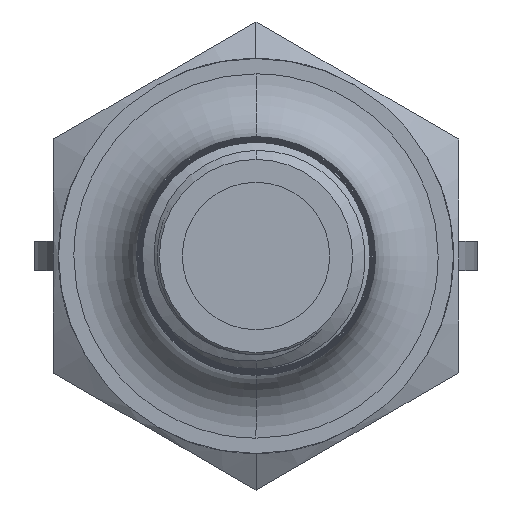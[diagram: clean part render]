
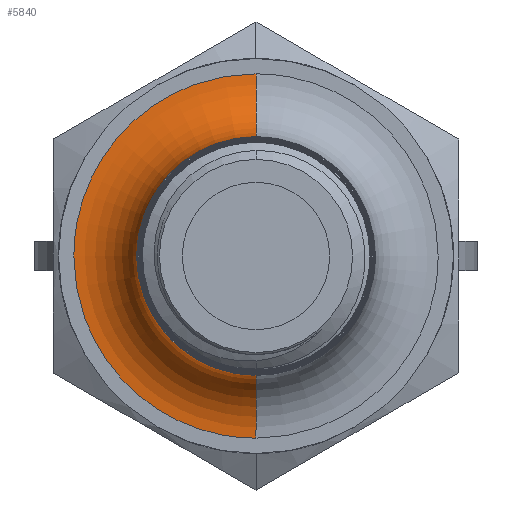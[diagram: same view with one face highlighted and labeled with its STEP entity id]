
A CAD part, front view. The second image highlights one B-rep face of the part: STEP entity #5840.
In plain terms, the highlighted toroidal (fillet/blend) face has major radius 7.849 mm and minor radius 2.705 mm.
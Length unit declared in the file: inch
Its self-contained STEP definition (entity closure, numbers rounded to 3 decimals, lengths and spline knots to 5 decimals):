
#169 = DIRECTION ( 'NONE',  ( 0., 0., -1. ) ) ;
#241 = AXIS2_PLACEMENT_3D ( 'NONE', #2227, #8015, #3051 ) ;
#419 = CARTESIAN_POINT ( 'NONE',  ( -0.08088, 0.52, -0.30097 ) ) ;
#474 = CARTESIAN_POINT ( 'NONE',  ( -0.24711, 0.52, -0.1899 ) ) ;
#610 = CIRCLE ( 'NONE', #7056, 0.2025 ) ;
#647 = ORIENTED_EDGE ( 'NONE', *, *, #3638, .F. ) ;
#817 = CARTESIAN_POINT ( 'NONE',  ( -0.30901, 0.52, 0.04045 ) ) ;
#1158 = VERTEX_POINT ( 'NONE', #5193 ) ;
#1230 = CARTESIAN_POINT ( 'NONE',  ( -0.30097, 0.52, -0.08088 ) ) ;
#1244 = CARTESIAN_POINT ( 'NONE',  ( -0.15562, 0.52, -0.27001 ) ) ;
#1266 = CARTESIAN_POINT ( 'NONE',  ( -0.30901, 0.52, -0.04045 ) ) ;
#1562 = EDGE_CURVE ( 'NONE', #5824, #4029, #9273, .T. ) ;
#1740 = DIRECTION ( 'NONE',  ( 1., 0., 0. ) ) ;
#2053 = ORIENTED_EDGE ( 'NONE', *, *, #1562, .T. ) ;
#2227 = CARTESIAN_POINT ( 'NONE',  ( 0., 0.41349, -0.30901 ) ) ;
#2689 = TOROIDAL_SURFACE ( 'NONE', #8934, 0.30901, 0.10651 ) ;
#2937 = CARTESIAN_POINT ( 'NONE',  ( -0.30901, 0.52, 0. ) ) ;
#2950 = FACE_OUTER_BOUND ( 'NONE', #3117, .T. ) ;
#3043 = EDGE_CURVE ( 'NONE', #1158, #5824, #3221, .T. ) ;
#3051 = DIRECTION ( 'NONE',  ( 0., 0., 1. ) ) ;
#3117 = EDGE_LOOP ( 'NONE', ( #4119, #9603, #10532, #2053, #647 ) ) ;
#3221 = B_SPLINE_CURVE_WITH_KNOTS ( 'NONE', 3,
 ( #8791, #9745, #9075, #4105, #9915, #4948, #10752, #5779, #817, #6615 ),
 .UNSPECIFIED., .F., .F.,
 ( 4, 2, 2, 2, 4 ),
 ( 0.5, 0.625, 0.75, 0.875, 1. ),
 .UNSPECIFIED. ) ;
#3301 = CARTESIAN_POINT ( 'NONE',  ( 0., 0.52, -0.30901 ) ) ;
#3430 = CARTESIAN_POINT ( 'NONE',  ( -0.30901, 0.52, 0. ) ) ;
#3638 = EDGE_CURVE ( 'NONE', #8056, #4029, #5691, .T. ) ;
#4029 = VERTEX_POINT ( 'NONE', #3301 ) ;
#4070 = AXIS2_PLACEMENT_3D ( 'NONE', #6706, #1740, #7542 ) ;
#4105 = CARTESIAN_POINT ( 'NONE',  ( -0.15562, 0.52, 0.27001 ) ) ;
#4119 = ORIENTED_EDGE ( 'NONE', *, *, #7755, .F. ) ;
#4309 = CARTESIAN_POINT ( 'NONE',  ( 0., 0.41349, 0. ) ) ;
#4687 = CARTESIAN_POINT ( 'NONE',  ( 0., 0.41349, 0. ) ) ;
#4948 = CARTESIAN_POINT ( 'NONE',  ( -0.24711, 0.52, 0.1899 ) ) ;
#5193 = CARTESIAN_POINT ( 'NONE',  ( 0., 0.52, 0.30901 ) ) ;
#5443 = CARTESIAN_POINT ( 'NONE',  ( -0.27001, 0.52, -0.15562 ) ) ;
#5522 = DIRECTION ( 'NONE',  ( 0., 0., -1. ) ) ;
#5691 = CIRCLE ( 'NONE', #241, 0.10651 ) ;
#5779 = CARTESIAN_POINT ( 'NONE',  ( -0.30097, 0.52, 0.08088 ) ) ;
#5824 = VERTEX_POINT ( 'NONE', #3430 ) ;
#5840 = ADVANCED_FACE ( 'NONE', ( #2950 ), #2689, .F. ) ;
#5939 = DIRECTION ( 'NONE',  ( 0., -1., 0. ) ) ;
#6218 = CARTESIAN_POINT ( 'NONE',  ( -0.04045, 0.52, -0.30901 ) ) ;
#6245 = VERTEX_POINT ( 'NONE', #10403 ) ;
#6615 = CARTESIAN_POINT ( 'NONE',  ( -0.30901, 0.52, 0. ) ) ;
#6706 = CARTESIAN_POINT ( 'NONE',  ( 0., 0.41349, 0.30901 ) ) ;
#7047 = CARTESIAN_POINT ( 'NONE',  ( -0.1899, 0.52, -0.24711 ) ) ;
#7056 = AXIS2_PLACEMENT_3D ( 'NONE', #4687, #10493, #5522 ) ;
#7542 = DIRECTION ( 'NONE',  ( 0., 0., -1. ) ) ;
#7755 = EDGE_CURVE ( 'NONE', #6245, #8056, #610, .T. ) ;
#7871 = CARTESIAN_POINT ( 'NONE',  ( 0., 0.52, -0.30901 ) ) ;
#8015 = DIRECTION ( 'NONE',  ( -1., 0., 0. ) ) ;
#8056 = VERTEX_POINT ( 'NONE', #8157 ) ;
#8157 = CARTESIAN_POINT ( 'NONE',  ( 0., 0.41349, -0.2025 ) ) ;
#8709 = EDGE_CURVE ( 'NONE', #6245, #1158, #10596, .T. ) ;
#8791 = CARTESIAN_POINT ( 'NONE',  ( 0., 0.52, 0.30901 ) ) ;
#8934 = AXIS2_PLACEMENT_3D ( 'NONE', #4309, #5939, #169 ) ;
#9075 = CARTESIAN_POINT ( 'NONE',  ( -0.08088, 0.52, 0.30097 ) ) ;
#9273 = B_SPLINE_CURVE_WITH_KNOTS ( 'NONE', 3,
 ( #2937, #1266, #1230, #5443, #474, #7047, #1244, #419, #6218, #7871 ),
 .UNSPECIFIED., .F., .F.,
 ( 4, 2, 2, 2, 4 ),
 ( 0., 0.25, 0.5, 0.75, 1. ),
 .UNSPECIFIED. ) ;
#9603 = ORIENTED_EDGE ( 'NONE', *, *, #8709, .T. ) ;
#9745 = CARTESIAN_POINT ( 'NONE',  ( -0.04045, 0.52, 0.30901 ) ) ;
#9915 = CARTESIAN_POINT ( 'NONE',  ( -0.1899, 0.52, 0.24711 ) ) ;
#10403 = CARTESIAN_POINT ( 'NONE',  ( 0., 0.41349, 0.2025 ) ) ;
#10493 = DIRECTION ( 'NONE',  ( 0., -1., 0. ) ) ;
#10532 = ORIENTED_EDGE ( 'NONE', *, *, #3043, .T. ) ;
#10596 = CIRCLE ( 'NONE', #4070, 0.10651 ) ;
#10752 = CARTESIAN_POINT ( 'NONE',  ( -0.27001, 0.52, 0.15562 ) ) ;
